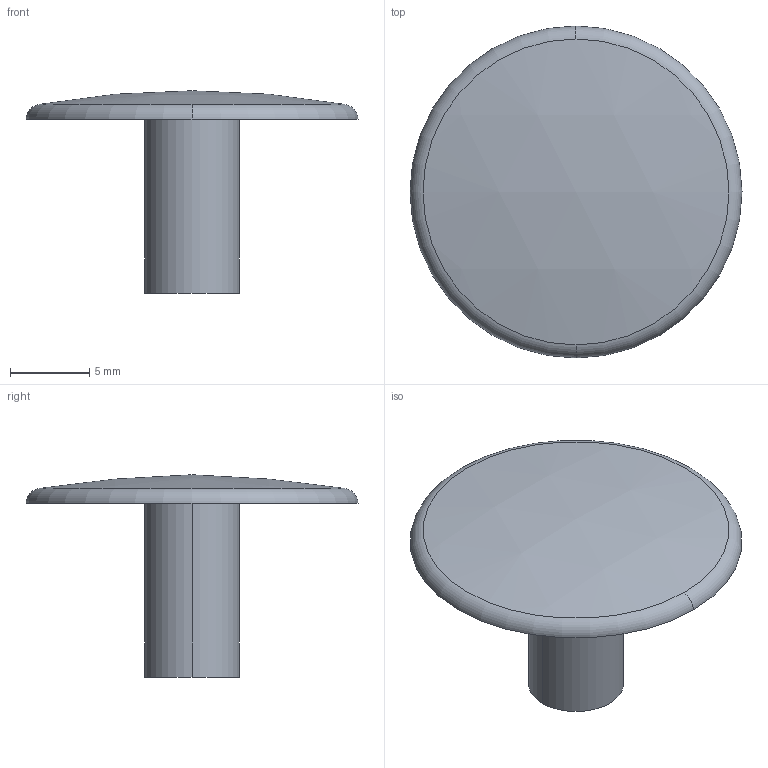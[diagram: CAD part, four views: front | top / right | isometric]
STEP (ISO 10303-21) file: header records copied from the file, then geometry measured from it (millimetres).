
FILE_DESCRIPTION(('STEP AP214'),'1');
FILE_NAME('cctmp_8B689A9D-07B2-4B76-99EA-E73DDE12C192_2020_1_15_8_51_32_985..stp','2020-01-15T07:51:36',('Bosch Rexroth AG'),('CADClick - www.CADClick.com'),'Spatial InterOp 3D',' ','unknown authorization - (Healing Option Enabled)');
FILE_SCHEMA(('AUTOMOTIVE_DESIGN'));
Length unit declared in the file: millimetre
Products named in the file (1): 2020_01_15__08-51-32-751
Bounding box: 21 x 21 x 12.8 mm (x, y, z)
Volume: 660 mm3; surface area: 1050.4 mm2
Topology: 1 solids, 1 shells, 10 faces, 20 edges, 14 vertices
Faces by surface type: cylinder 4, plane 3, torus 2, sphere 1
Entity records: 380 total; most frequent: DIRECTION 58, CARTESIAN_POINT 45, ORIENTED_EDGE 40, AXIS2_PLACEMENT_3D 27, EDGE_CURVE 20, CIRCLE 16, VERTEX_POINT 14, EDGE_LOOP 12
